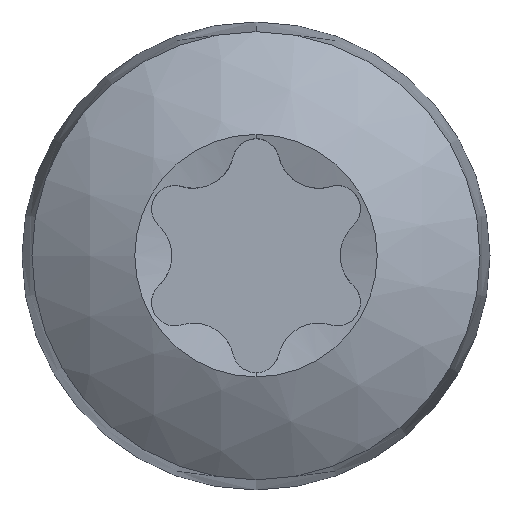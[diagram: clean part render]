
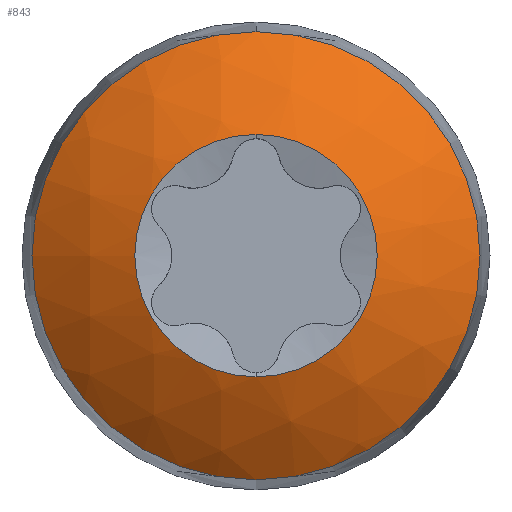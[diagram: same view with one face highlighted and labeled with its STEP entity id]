
A CAD part, top view. The second image highlights one B-rep face of the part: STEP entity #843.
In plain terms, the highlighted spherical face has radius 4.242 mm.
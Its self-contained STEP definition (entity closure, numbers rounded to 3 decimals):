
#155=CARTESIAN_POINT('',(0.,1.45,2.4));
#156=VERTEX_POINT('',#155);
#165=CARTESIAN_POINT('',(0.,-1.45,2.4));
#166=VERTEX_POINT('',#165);
#167=CARTESIAN_POINT('',(0.,0.,2.4));
#168=DIRECTION('',(0.,0.,1.0));
#169=DIRECTION('',(0.,1.0,0.));
#170=AXIS2_PLACEMENT_3D('',#167,#168,#169);
#171=CIRCLE('',#170,1.45);
#172=EDGE_CURVE('',#156,#166,#171,.T.);
#309=CARTESIAN_POINT('',(0.,2.681,1.701));
#310=VERTEX_POINT('',#309);
#319=CARTESIAN_POINT('',(0.,-2.681,1.701));
#320=VERTEX_POINT('',#319);
#321=CARTESIAN_POINT('',(0.,0.,1.701));
#322=DIRECTION('',(0.,0.,1.0));
#323=DIRECTION('',(0.,1.0,0.));
#324=AXIS2_PLACEMENT_3D('',#321,#322,#323);
#325=CIRCLE('',#324,2.681);
#326=EDGE_CURVE('',#320,#310,#325,.T.);
#814=CARTESIAN_POINT('',(0.,0.,1.701));
#815=DIRECTION('',(0.,0.,1.0));
#816=DIRECTION('',(0.,1.0,0.));
#817=AXIS2_PLACEMENT_3D('',#814,#815,#816);
#818=CIRCLE('',#817,2.681);
#819=EDGE_CURVE('',#310,#320,#818,.T.);
#824=CARTESIAN_POINT('',(0.,0.,-1.586));
#825=DIRECTION('',(1.0,0.0,0.0));
#826=DIRECTION('',(0.0,0.0,-1.0));
#827=AXIS2_PLACEMENT_3D('',#824,#825,#826);
#828=SPHERICAL_SURFACE('',#827,4.241);
#829=ORIENTED_EDGE('',*,*,#172,.F.);
#830=CARTESIAN_POINT('',(0.,0.,2.4));
#831=DIRECTION('',(0.,0.,1.0));
#832=DIRECTION('',(0.,1.0,0.));
#833=AXIS2_PLACEMENT_3D('',#830,#831,#832);
#834=CIRCLE('',#833,1.45);
#835=EDGE_CURVE('',#166,#156,#834,.T.);
#836=ORIENTED_EDGE('',*,*,#835,.F.);
#837=EDGE_LOOP('',(#829,#836));
#838=FACE_OUTER_BOUND('',#837,.T.);
#839=ORIENTED_EDGE('',*,*,#819,.T.);
#840=ORIENTED_EDGE('',*,*,#326,.T.);
#841=EDGE_LOOP('',(#839,#840));
#842=FACE_BOUND('',#841,.T.);
#843=ADVANCED_FACE('',(#838,#842),#828,.T.);
